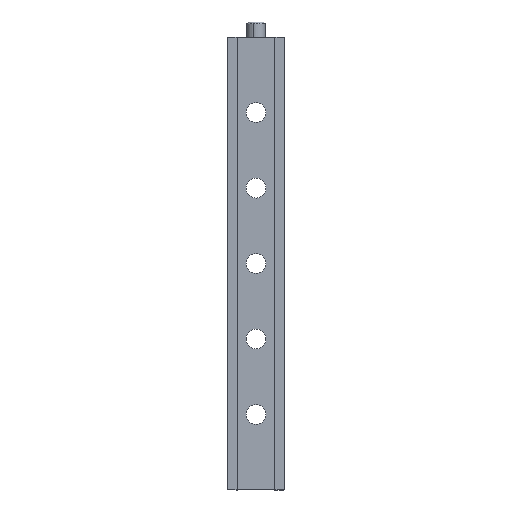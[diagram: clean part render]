
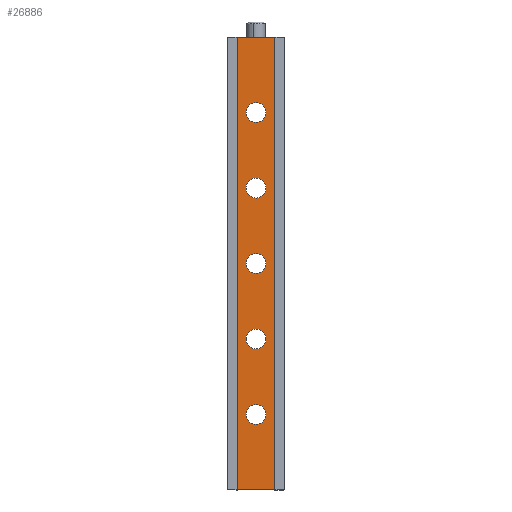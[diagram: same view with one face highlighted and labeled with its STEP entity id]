
A CAD part, top view. The second image highlights one B-rep face of the part: STEP entity #26886.
In plain terms, the highlighted planar face has unit normal (0, 0, 1).
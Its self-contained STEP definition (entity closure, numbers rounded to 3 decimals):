
#23 = VERTEX_POINT ( 'NONE', #34132 ) ;
#198 = DIRECTION ( 'NONE',  ( -1., 0., 0. ) ) ;
#291 = CARTESIAN_POINT ( 'NONE',  ( -14.845, -8.88, 4.5 ) ) ;
#329 = CARTESIAN_POINT ( 'NONE',  ( -11.545, -33.88, 4.5 ) ) ;
#514 = CARTESIAN_POINT ( 'NONE',  ( -14.845, -83.88, 4.5 ) ) ;
#728 = VECTOR ( 'NONE', #36601, 1000. ) ;
#950 = DIRECTION ( 'NONE',  ( 0., 0., -1. ) ) ;
#987 = ORIENTED_EDGE ( 'NONE', *, *, #12204, .T. ) ;
#1491 = CARTESIAN_POINT ( 'NONE',  ( -14.845, 16.12, 4.5 ) ) ;
#1587 = DIRECTION ( 'NONE',  ( 0., 0., -1. ) ) ;
#1993 = CIRCLE ( 'NONE', #7658, 3.3 ) ;
#2160 = VERTEX_POINT ( 'NONE', #24579 ) ;
#2308 = AXIS2_PLACEMENT_3D ( 'NONE', #514, #950, #14238 ) ;
#2362 = ORIENTED_EDGE ( 'NONE', *, *, #38349, .T. ) ;
#2722 = EDGE_CURVE ( 'NONE', #31104, #23, #20953, .T. ) ;
#2775 = CIRCLE ( 'NONE', #13192, 3.3 ) ;
#3854 = VERTEX_POINT ( 'NONE', #39681 ) ;
#4779 = CIRCLE ( 'NONE', #29166, 3.3 ) ;
#4878 = DIRECTION ( 'NONE',  ( -1., 0., 0. ) ) ;
#5284 = CARTESIAN_POINT ( 'NONE',  ( -21.095, 41.12, 4.5 ) ) ;
#5920 = FACE_BOUND ( 'NONE', #6686, .T. ) ;
#6569 = VERTEX_POINT ( 'NONE', #28888 ) ;
#6633 = ORIENTED_EDGE ( 'NONE', *, *, #41134, .T. ) ;
#6686 = EDGE_LOOP ( 'NONE', ( #23227, #17384 ) ) ;
#7001 = AXIS2_PLACEMENT_3D ( 'NONE', #291, #16613, #29718 ) ;
#7471 = AXIS2_PLACEMENT_3D ( 'NONE', #24069, #19922, #14053 ) ;
#7658 = AXIS2_PLACEMENT_3D ( 'NONE', #28389, #25343, #31449 ) ;
#7921 = VERTEX_POINT ( 'NONE', #27702 ) ;
#8165 = AXIS2_PLACEMENT_3D ( 'NONE', #37886, #32016, #34624 ) ;
#8550 = VERTEX_POINT ( 'NONE', #26905 ) ;
#9209 = FACE_BOUND ( 'NONE', #37587, .T. ) ;
#9595 = EDGE_CURVE ( 'NONE', #15381, #23279, #16436, .T. ) ;
#9745 = DIRECTION ( 'NONE',  ( 0., 0., -1. ) ) ;
#9810 = EDGE_CURVE ( 'NONE', #26263, #7921, #34747, .T. ) ;
#10028 = CARTESIAN_POINT ( 'NONE',  ( -8.595, 41.12, 4.5 ) ) ;
#10126 = LINE ( 'NONE', #23002, #36599 ) ;
#10844 = VERTEX_POINT ( 'NONE', #40849 ) ;
#10911 = ORIENTED_EDGE ( 'NONE', *, *, #35653, .T. ) ;
#11436 = DIRECTION ( 'NONE',  ( -1., 0., 0. ) ) ;
#11837 = DIRECTION ( 'NONE',  ( -1., 0., 0. ) ) ;
#12204 = EDGE_CURVE ( 'NONE', #2160, #26919, #32595, .T. ) ;
#13038 = EDGE_LOOP ( 'NONE', ( #33619, #10911 ) ) ;
#13055 = EDGE_CURVE ( 'NONE', #10844, #17249, #33238, .T. ) ;
#13192 = AXIS2_PLACEMENT_3D ( 'NONE', #41451, #1587, #11837 ) ;
#13403 = CIRCLE ( 'NONE', #2308, 3.3 ) ;
#13559 = EDGE_CURVE ( 'NONE', #3854, #34589, #17199, .T. ) ;
#14053 = DIRECTION ( 'NONE',  ( -1., 0., 0. ) ) ;
#14238 = DIRECTION ( 'NONE',  ( -1., 0., 0. ) ) ;
#15116 = DIRECTION ( 'NONE',  ( 0., 0., -1. ) ) ;
#15381 = VERTEX_POINT ( 'NONE', #5284 ) ;
#15623 = CARTESIAN_POINT ( 'NONE',  ( -11.545, -8.88, 4.5 ) ) ;
#15726 = FACE_BOUND ( 'NONE', #38603, .T. ) ;
#15986 = CARTESIAN_POINT ( 'NONE',  ( -8.595, 41.12, 4.5 ) ) ;
#16111 = DIRECTION ( 'NONE',  ( 0., 0., -1. ) ) ;
#16312 = CARTESIAN_POINT ( 'NONE',  ( -14.845, -58.88, 4.5 ) ) ;
#16339 = ORIENTED_EDGE ( 'NONE', *, *, #21093, .F. ) ;
#16436 = LINE ( 'NONE', #40424, #37472 ) ;
#16613 = DIRECTION ( 'NONE',  ( 0., 0., -1. ) ) ;
#16984 = ORIENTED_EDGE ( 'NONE', *, *, #39883, .T. ) ;
#17199 = CIRCLE ( 'NONE', #7471, 3.3 ) ;
#17249 = VERTEX_POINT ( 'NONE', #42749 ) ;
#17384 = ORIENTED_EDGE ( 'NONE', *, *, #2722, .T. ) ;
#18605 = CARTESIAN_POINT ( 'NONE',  ( -14.845, -33.88, 4.5 ) ) ;
#19217 = DIRECTION ( 'NONE',  ( 0., 0., -1. ) ) ;
#19922 = DIRECTION ( 'NONE',  ( 0., 0., -1. ) ) ;
#20953 = CIRCLE ( 'NONE', #7001, 3.3 ) ;
#21093 = EDGE_CURVE ( 'NONE', #23279, #26263, #40089, .T. ) ;
#21371 = AXIS2_PLACEMENT_3D ( 'NONE', #16312, #16111, #198 ) ;
#22061 = CIRCLE ( 'NONE', #21371, 3.3 ) ;
#22155 = AXIS2_PLACEMENT_3D ( 'NONE', #1491, #9745, #32429 ) ;
#23002 = CARTESIAN_POINT ( 'NONE',  ( -21.095, 41.12, 4.5 ) ) ;
#23212 = DIRECTION ( 'NONE',  ( 0., -1., 0. ) ) ;
#23227 = ORIENTED_EDGE ( 'NONE', *, *, #31362, .T. ) ;
#23279 = VERTEX_POINT ( 'NONE', #15986 ) ;
#24069 = CARTESIAN_POINT ( 'NONE',  ( -14.845, -33.88, 4.5 ) ) ;
#24579 = CARTESIAN_POINT ( 'NONE',  ( -11.545, 16.12, 4.5 ) ) ;
#25234 = EDGE_LOOP ( 'NONE', ( #37254, #6633 ) ) ;
#25343 = DIRECTION ( 'NONE',  ( 0., 0., -1. ) ) ;
#25560 = FACE_BOUND ( 'NONE', #13038, .T. ) ;
#26188 = FACE_OUTER_BOUND ( 'NONE', #29396, .T. ) ;
#26263 = VERTEX_POINT ( 'NONE', #41352 ) ;
#26784 = EDGE_CURVE ( 'NONE', #17249, #10844, #13403, .T. ) ;
#26886 = ADVANCED_FACE ( 'NONE', ( #5920, #15726, #25560, #39061, #9209, #26188 ), #35794, .F. ) ;
#26905 = CARTESIAN_POINT ( 'NONE',  ( -11.545, -58.88, 4.5 ) ) ;
#26919 = VERTEX_POINT ( 'NONE', #35998 ) ;
#27702 = CARTESIAN_POINT ( 'NONE',  ( -21.095, -108.88, 4.5 ) ) ;
#28389 = CARTESIAN_POINT ( 'NONE',  ( -14.845, -8.88, 4.5 ) ) ;
#28888 = CARTESIAN_POINT ( 'NONE',  ( -18.145, -58.88, 4.5 ) ) ;
#29166 = AXIS2_PLACEMENT_3D ( 'NONE', #29217, #35313, #32475 ) ;
#29217 = CARTESIAN_POINT ( 'NONE',  ( -14.845, 16.12, 4.5 ) ) ;
#29396 = EDGE_LOOP ( 'NONE', ( #32134, #16339, #29947, #16984 ) ) ;
#29718 = DIRECTION ( 'NONE',  ( -1., 0., 0. ) ) ;
#29947 = ORIENTED_EDGE ( 'NONE', *, *, #9595, .F. ) ;
#30145 = EDGE_CURVE ( 'NONE', #6569, #8550, #2775, .T. ) ;
#30451 = ORIENTED_EDGE ( 'NONE', *, *, #13055, .T. ) ;
#31104 = VERTEX_POINT ( 'NONE', #15623 ) ;
#31362 = EDGE_CURVE ( 'NONE', #23, #31104, #1993, .T. ) ;
#31449 = DIRECTION ( 'NONE',  ( -1., 0., 0. ) ) ;
#32016 = DIRECTION ( 'NONE',  ( 0., 0., -1. ) ) ;
#32134 = ORIENTED_EDGE ( 'NONE', *, *, #9810, .F. ) ;
#32429 = DIRECTION ( 'NONE',  ( -1., 0., 0. ) ) ;
#32475 = DIRECTION ( 'NONE',  ( -1., 0., 0. ) ) ;
#32519 = DIRECTION ( 'NONE',  ( -1., 0., 0. ) ) ;
#32595 = CIRCLE ( 'NONE', #22155, 3.3 ) ;
#33183 = AXIS2_PLACEMENT_3D ( 'NONE', #18605, #15116, #11436 ) ;
#33238 = CIRCLE ( 'NONE', #8165, 3.3 ) ;
#33460 = DIRECTION ( 'NONE',  ( 1., 0., 0. ) ) ;
#33619 = ORIENTED_EDGE ( 'NONE', *, *, #13559, .T. ) ;
#34132 = CARTESIAN_POINT ( 'NONE',  ( -18.145, -8.88, 4.5 ) ) ;
#34313 = AXIS2_PLACEMENT_3D ( 'NONE', #39260, #19217, #32519 ) ;
#34589 = VERTEX_POINT ( 'NONE', #329 ) ;
#34624 = DIRECTION ( 'NONE',  ( -1., 0., 0. ) ) ;
#34747 = LINE ( 'NONE', #38219, #42346 ) ;
#35313 = DIRECTION ( 'NONE',  ( 0., 0., -1. ) ) ;
#35653 = EDGE_CURVE ( 'NONE', #34589, #3854, #42922, .T. ) ;
#35794 = PLANE ( 'NONE',  #34313 ) ;
#35998 = CARTESIAN_POINT ( 'NONE',  ( -18.145, 16.12, 4.5 ) ) ;
#36599 = VECTOR ( 'NONE', #23212, 1000. ) ;
#36601 = DIRECTION ( 'NONE',  ( 0., -1., 0. ) ) ;
#37254 = ORIENTED_EDGE ( 'NONE', *, *, #30145, .T. ) ;
#37472 = VECTOR ( 'NONE', #33460, 1000. ) ;
#37587 = EDGE_LOOP ( 'NONE', ( #30451, #41217 ) ) ;
#37886 = CARTESIAN_POINT ( 'NONE',  ( -14.845, -83.88, 4.5 ) ) ;
#38219 = CARTESIAN_POINT ( 'NONE',  ( -8.595, -108.88, 4.5 ) ) ;
#38349 = EDGE_CURVE ( 'NONE', #26919, #2160, #4779, .T. ) ;
#38603 = EDGE_LOOP ( 'NONE', ( #2362, #987 ) ) ;
#39061 = FACE_BOUND ( 'NONE', #25234, .T. ) ;
#39260 = CARTESIAN_POINT ( 'NONE',  ( -8.595, 41.12, 4.5 ) ) ;
#39681 = CARTESIAN_POINT ( 'NONE',  ( -18.145, -33.88, 4.5 ) ) ;
#39883 = EDGE_CURVE ( 'NONE', #15381, #7921, #10126, .T. ) ;
#40089 = LINE ( 'NONE', #10028, #728 ) ;
#40424 = CARTESIAN_POINT ( 'NONE',  ( -8.595, 41.12, 4.5 ) ) ;
#40849 = CARTESIAN_POINT ( 'NONE',  ( -18.145, -83.88, 4.5 ) ) ;
#41134 = EDGE_CURVE ( 'NONE', #8550, #6569, #22061, .T. ) ;
#41217 = ORIENTED_EDGE ( 'NONE', *, *, #26784, .T. ) ;
#41352 = CARTESIAN_POINT ( 'NONE',  ( -8.595, -108.88, 4.5 ) ) ;
#41451 = CARTESIAN_POINT ( 'NONE',  ( -14.845, -58.88, 4.5 ) ) ;
#42346 = VECTOR ( 'NONE', #4878, 1000. ) ;
#42749 = CARTESIAN_POINT ( 'NONE',  ( -11.545, -83.88, 4.5 ) ) ;
#42922 = CIRCLE ( 'NONE', #33183, 3.3 ) ;
